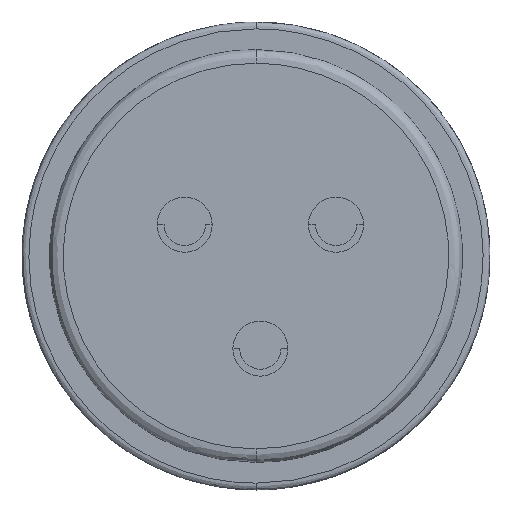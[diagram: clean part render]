
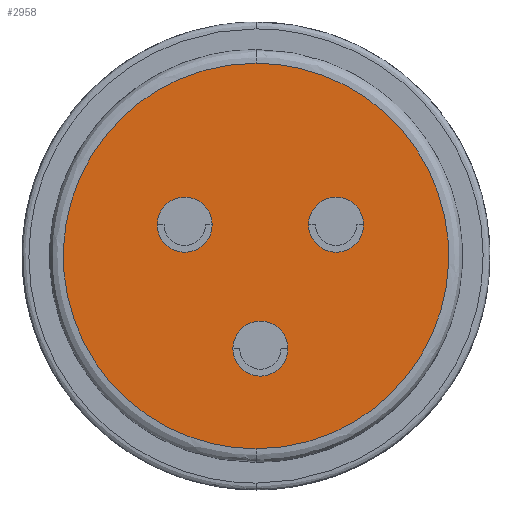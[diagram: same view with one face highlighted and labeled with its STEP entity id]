
A CAD part, front view. The second image highlights one B-rep face of the part: STEP entity #2958.
In plain terms, the highlighted planar face has unit normal (0, -1, 0).
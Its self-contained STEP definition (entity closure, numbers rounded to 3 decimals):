
#57 = CARTESIAN_POINT ( 'NONE',  ( 0.159, 0., -4.363 ) ) ;
#89 = CARTESIAN_POINT ( 'NONE',  ( -2.591, 0., 0.137 ) ) ;
#113 = B_SPLINE_CURVE_WITH_KNOTS ( 'NONE', 3,
 ( #3218, #2210, #180, #2595, #1654, #2143, #2657, #4057, #3635, #217, #6081, #1135, #1624, #4562, #2177, #5648, #5193, #4147 ),
 .UNSPECIFIED., .F., .F.,
 ( 4, 2, 2, 2, 2, 2, 2, 2, 4 ),
 ( 0.5, 0.563, 0.625, 0.688, 0.75, 0.813, 0.875, 0.938, 1. ),
 .UNSPECIFIED. ) ;
#180 = CARTESIAN_POINT ( 'NONE',  ( 1.822, 0., -6.822 ) ) ;
#212 = DIRECTION ( 'NONE',  ( 0., 0., 1. ) ) ;
#217 = CARTESIAN_POINT ( 'NONE',  ( 7., 0., 0.928 ) ) ;
#293 = PLANE ( 'NONE',  #4828 ) ;
#381 = VERTEX_POINT ( 'NONE', #5756 ) ;
#393 = CIRCLE ( 'NONE', #5166, 1. ) ;
#463 = CARTESIAN_POINT ( 'NONE',  ( 0., 0., 7. ) ) ;
#691 = DIRECTION ( 'NONE',  ( 0., -1., 0. ) ) ;
#693 = CARTESIAN_POINT ( 'NONE',  ( -6.112, 0., -3.536 ) ) ;
#793 = DIRECTION ( 'NONE',  ( 0., 1., 0. ) ) ;
#808 = DIRECTION ( 'NONE',  ( 0., -1., 0. ) ) ;
#814 = CARTESIAN_POINT ( 'NONE',  ( 2.909, 0., 0.137 ) ) ;
#914 = CARTESIAN_POINT ( 'NONE',  ( -2.591, 0., 2.137 ) ) ;
#940 = CARTESIAN_POINT ( 'NONE',  ( 0., 0., -7. ) ) ;
#1025 = CARTESIAN_POINT ( 'NONE',  ( 0.159, 0., -3.363 ) ) ;
#1087 = CARTESIAN_POINT ( 'NONE',  ( -3.536, 0., -6.112 ) ) ;
#1122 = CARTESIAN_POINT ( 'NONE',  ( 2.909, 0., 1.137 ) ) ;
#1135 = CARTESIAN_POINT ( 'NONE',  ( 6.112, 0., 3.536 ) ) ;
#1147 = CARTESIAN_POINT ( 'NONE',  ( -7., 0., -0.928 ) ) ;
#1161 = CARTESIAN_POINT ( 'NONE',  ( -2.591, 0., 1.137 ) ) ;
#1178 = CARTESIAN_POINT ( 'NONE',  ( -4.294, 0., -5.606 ) ) ;
#1227 = VERTEX_POINT ( 'NONE', #4346 ) ;
#1287 = CARTESIAN_POINT ( 'NONE',  ( 0.159, 0., -3.363 ) ) ;
#1288 = VERTEX_POINT ( 'NONE', #914 ) ;
#1416 = ORIENTED_EDGE ( 'NONE', *, *, #4101, .F. ) ;
#1455 = AXIS2_PLACEMENT_3D ( 'NONE', #1122, #1548, #1610 ) ;
#1548 = DIRECTION ( 'NONE',  ( 0., -1., 0. ) ) ;
#1558 = CIRCLE ( 'NONE', #5181, 1. ) ;
#1564 = VERTEX_POINT ( 'NONE', #89 ) ;
#1610 = DIRECTION ( 'NONE',  ( 0., 0., 1. ) ) ;
#1624 = CARTESIAN_POINT ( 'NONE',  ( 5.606, 0., 4.294 ) ) ;
#1649 = VERTEX_POINT ( 'NONE', #814 ) ;
#1654 = CARTESIAN_POINT ( 'NONE',  ( 4.294, 0., -5.606 ) ) ;
#1666 = CARTESIAN_POINT ( 'NONE',  ( 0., 0., -7. ) ) ;
#1701 = CARTESIAN_POINT ( 'NONE',  ( -1.822, 0., -6.822 ) ) ;
#1767 = CARTESIAN_POINT ( 'NONE',  ( -2.591, 0., 1.137 ) ) ;
#1999 = CARTESIAN_POINT ( 'NONE',  ( -4.294, 0., 5.606 ) ) ;
#2143 = CARTESIAN_POINT ( 'NONE',  ( 5.606, 0., -4.294 ) ) ;
#2177 = CARTESIAN_POINT ( 'NONE',  ( 3.536, 0., 6.112 ) ) ;
#2210 = CARTESIAN_POINT ( 'NONE',  ( 0.928, 0., -7. ) ) ;
#2289 = CIRCLE ( 'NONE', #6426, 1. ) ;
#2306 = ORIENTED_EDGE ( 'NONE', *, *, #5574, .F. ) ;
#2383 = EDGE_LOOP ( 'NONE', ( #4619, #3172 ) ) ;
#2445 = CARTESIAN_POINT ( 'NONE',  ( -0.928, 0., 7. ) ) ;
#2486 = EDGE_CURVE ( 'NONE', #1227, #3657, #393, .T. ) ;
#2595 = CARTESIAN_POINT ( 'NONE',  ( 3.536, 0., -6.112 ) ) ;
#2640 = CARTESIAN_POINT ( 'NONE',  ( -7., 0., 0.928 ) ) ;
#2657 = CARTESIAN_POINT ( 'NONE',  ( 6.112, 0., -3.536 ) ) ;
#2669 = FACE_BOUND ( 'NONE', #3186, .T. ) ;
#2717 = CARTESIAN_POINT ( 'NONE',  ( 2.909, 0., 2.137 ) ) ;
#2782 = DIRECTION ( 'NONE',  ( 0., 0., 1. ) ) ;
#2958 = ADVANCED_FACE ( 'NONE', ( #4766, #4737, #4707, #2669 ), #293, .F. ) ;
#3172 = ORIENTED_EDGE ( 'NONE', *, *, #3790, .F. ) ;
#3186 = EDGE_LOOP ( 'NONE', ( #4304, #1416 ) ) ;
#3218 = CARTESIAN_POINT ( 'NONE',  ( 0., 0., -7. ) ) ;
#3264 = DIRECTION ( 'NONE',  ( 0., -1., 0. ) ) ;
#3333 = VERTEX_POINT ( 'NONE', #940 ) ;
#3363 = CARTESIAN_POINT ( 'NONE',  ( 2.909, 0., 1.137 ) ) ;
#3453 = CARTESIAN_POINT ( 'NONE',  ( -1.822, 0., 6.822 ) ) ;
#3460 = EDGE_LOOP ( 'NONE', ( #6430, #5877 ) ) ;
#3552 = CARTESIAN_POINT ( 'NONE',  ( -6.822, 0., -1.822 ) ) ;
#3601 = EDGE_CURVE ( 'NONE', #5946, #1649, #3927, .T. ) ;
#3615 = CARTESIAN_POINT ( 'NONE',  ( -0.928, 0., -7. ) ) ;
#3635 = CARTESIAN_POINT ( 'NONE',  ( 7., 0., -0.928 ) ) ;
#3657 = VERTEX_POINT ( 'NONE', #57 ) ;
#3722 = DIRECTION ( 'NONE',  ( 0., 0., 1. ) ) ;
#3790 = EDGE_CURVE ( 'NONE', #1564, #1288, #2289, .T. ) ;
#3927 = CIRCLE ( 'NONE', #1455, 1. ) ;
#3973 = CARTESIAN_POINT ( 'NONE',  ( -5.606, 0., 4.294 ) ) ;
#4038 = CARTESIAN_POINT ( 'NONE',  ( -5.606, 0., -4.294 ) ) ;
#4057 = CARTESIAN_POINT ( 'NONE',  ( 6.822, 0., -1.822 ) ) ;
#4101 = EDGE_CURVE ( 'NONE', #3657, #1227, #4645, .T. ) ;
#4147 = CARTESIAN_POINT ( 'NONE',  ( 0., 0., 7. ) ) ;
#4304 = ORIENTED_EDGE ( 'NONE', *, *, #2486, .F. ) ;
#4336 = CIRCLE ( 'NONE', #4651, 1. ) ;
#4346 = CARTESIAN_POINT ( 'NONE',  ( 0.159, 0., -2.363 ) ) ;
#4562 = CARTESIAN_POINT ( 'NONE',  ( 4.294, 0., 5.606 ) ) ;
#4619 = ORIENTED_EDGE ( 'NONE', *, *, #5048, .F. ) ;
#4638 = DIRECTION ( 'NONE',  ( 0., 0., 1. ) ) ;
#4645 = CIRCLE ( 'NONE', #5924, 1. ) ;
#4651 = AXIS2_PLACEMENT_3D ( 'NONE', #1161, #6077, #212 ) ;
#4707 = FACE_BOUND ( 'NONE', #2383, .T. ) ;
#4737 = FACE_BOUND ( 'NONE', #6083, .T. ) ;
#4766 = FACE_OUTER_BOUND ( 'NONE', #3460, .T. ) ;
#4803 = EDGE_CURVE ( 'NONE', #3333, #381, #113, .T. ) ;
#4828 = AXIS2_PLACEMENT_3D ( 'NONE', #5628, #793, #5694 ) ;
#5048 = EDGE_CURVE ( 'NONE', #1288, #1564, #4336, .T. ) ;
#5074 = DIRECTION ( 'NONE',  ( 0., 0., 1. ) ) ;
#5166 = AXIS2_PLACEMENT_3D ( 'NONE', #1025, #5507, #5074 ) ;
#5181 = AXIS2_PLACEMENT_3D ( 'NONE', #3363, #808, #2782 ) ;
#5193 = CARTESIAN_POINT ( 'NONE',  ( 0.929, 0., 7. ) ) ;
#5507 = DIRECTION ( 'NONE',  ( 0., -1., 0. ) ) ;
#5574 = EDGE_CURVE ( 'NONE', #1649, #5946, #1558, .T. ) ;
#5628 = CARTESIAN_POINT ( 'NONE',  ( 0., 0., 0. ) ) ;
#5648 = CARTESIAN_POINT ( 'NONE',  ( 1.821, 0., 6.822 ) ) ;
#5694 = DIRECTION ( 'NONE',  ( 0., 0., 1. ) ) ;
#5756 = CARTESIAN_POINT ( 'NONE',  ( 0., 0., 7. ) ) ;
#5877 = ORIENTED_EDGE ( 'NONE', *, *, #4803, .T. ) ;
#5924 = AXIS2_PLACEMENT_3D ( 'NONE', #1287, #3264, #3722 ) ;
#5946 = VERTEX_POINT ( 'NONE', #2717 ) ;
#5967 = CARTESIAN_POINT ( 'NONE',  ( -6.112, 0., 3.536 ) ) ;
#5983 = ORIENTED_EDGE ( 'NONE', *, *, #3601, .F. ) ;
#6034 = CARTESIAN_POINT ( 'NONE',  ( -6.822, 0., 1.822 ) ) ;
#6077 = DIRECTION ( 'NONE',  ( 0., -1., 0. ) ) ;
#6081 = CARTESIAN_POINT ( 'NONE',  ( 6.822, 0., 1.822 ) ) ;
#6083 = EDGE_LOOP ( 'NONE', ( #5983, #2306 ) ) ;
#6255 = EDGE_CURVE ( 'NONE', #381, #3333, #6445, .T. ) ;
#6426 = AXIS2_PLACEMENT_3D ( 'NONE', #1767, #691, #4638 ) ;
#6430 = ORIENTED_EDGE ( 'NONE', *, *, #6255, .T. ) ;
#6445 = B_SPLINE_CURVE_WITH_KNOTS ( 'NONE', 3,
 ( #463, #2445, #3453, #6451, #1999, #3973, #5967, #6034, #2640, #1147, #3552, #693, #4038, #1178, #1087, #1701, #3615, #1666 ),
 .UNSPECIFIED., .F., .F.,
 ( 4, 2, 2, 2, 2, 2, 2, 2, 4 ),
 ( 0., 0.063, 0.125, 0.188, 0.25, 0.313, 0.375, 0.438, 0.5 ),
 .UNSPECIFIED. ) ;
#6451 = CARTESIAN_POINT ( 'NONE',  ( -3.536, 0., 6.112 ) ) ;
